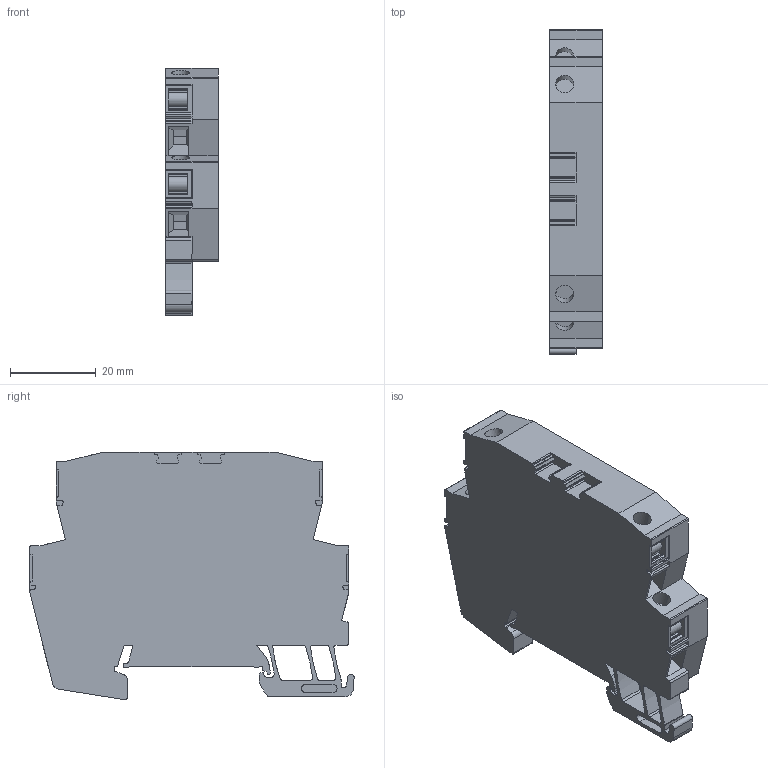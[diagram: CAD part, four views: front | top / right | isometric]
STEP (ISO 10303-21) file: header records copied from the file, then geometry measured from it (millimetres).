
FILE_DESCRIPTION(('CATIA V5 STEP Exchange','CAx-IF Rec.Pracs.--- Model Styling and Organization---1.5--- 2016-08-15','CAx-IF Rec.Pracs.---Supplemental Geometry---1.0---2011-11-01','CAx-IF Rec.Pracs.--- Composite Materials ---1.1---2010-07-15'),'2;1');
FILE_NAME ('9523718_2', '2025-04-28T06:41:29+00:00', ('none'), ('Weidmueller'), 'CATIA Version 5-6 Release 2022 SP4 HF5', 'CATIA V5 STEP AP214 v3', 'none');
FILE_SCHEMA(('AUTOMOTIVE_DESIGN { 1 0 10303 214 1 1 1 1 }'));
Length unit declared in the file: millimetre
Products named in the file (1): S3D_VSSC4_RC_XXXVAC-DC
Bounding box: 12.2 x 75.7 x 57.77 mm (x, y, z)
Volume: 27278.6 mm3; surface area: 13547.8 mm2
Topology: 1 solids, 1 shells, 394 faces, 1137 edges, 755 vertices
Faces by surface type: plane 260, cylinder 134
Entity records: 13381 total; most frequent: CARTESIAN_POINT 3074, ORIENTED_EDGE 2274, DIRECTION 1679, EDGE_CURVE 1137, VECTOR 861, LINE 861, VERTEX_POINT 755, AXIS2_PLACEMENT_3D 503
